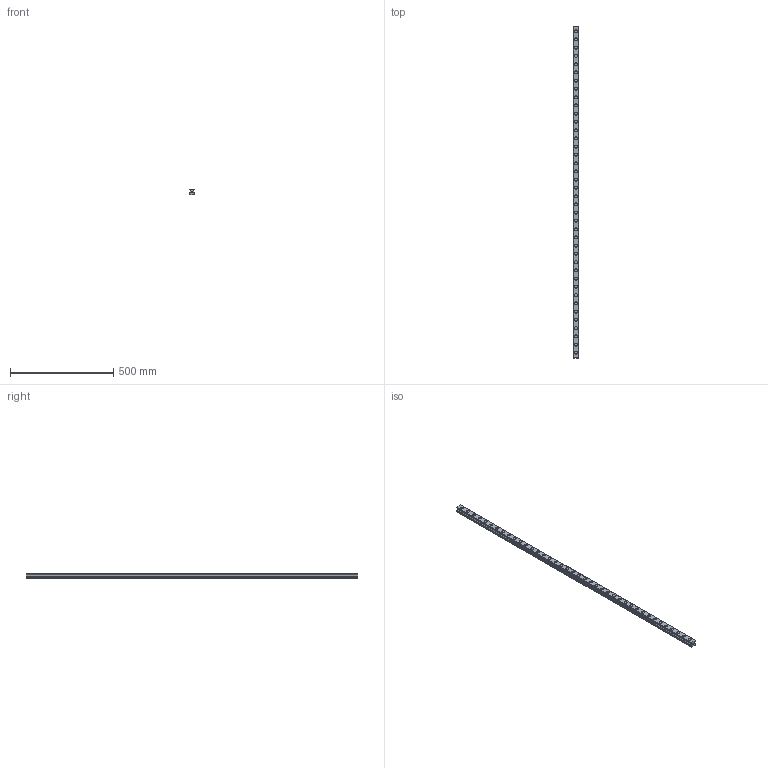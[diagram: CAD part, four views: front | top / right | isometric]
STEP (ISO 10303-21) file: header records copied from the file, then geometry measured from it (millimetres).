
FILE_DESCRIPTION(('STEP AP214'),'1');
FILE_NAME('cctmp_EC47EBDC-4686-4536-9AD9-6825F8DF6831_2021_03_11_15_57_48_0624..stp','2021-03-11T14:57:48',('HIWIN GmbH'),('CADClick - www.CADClick.com'),'Spatial InterOp 3D',' ','unknown authorization');
FILE_SCHEMA(('AUTOMOTIVE_DESIGN'));
Length unit declared in the file: millimetre
Products named in the file (1): RGR30R1610H_FILE
Bounding box: 28 x 1610 x 28 mm (x, y, z)
Volume: 924591 mm3; surface area: 239108.4 mm2
Topology: 1 solids, 1 shells, 475 faces, 1047 edges, 698 vertices
Faces by surface type: cylinder 258, plane 217
Entity records: 17121 total; most frequent: DIRECTION 2515, CARTESIAN_POINT 2221, ORIENTED_EDGE 2094, EDGE_CURVE 1047, AXIS2_PLACEMENT_3D 992, VERTEX_POINT 698, EDGE_LOOP 599, LINE 531
